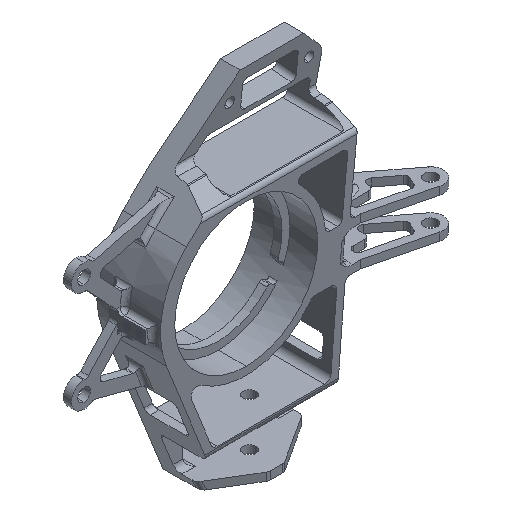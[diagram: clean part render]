
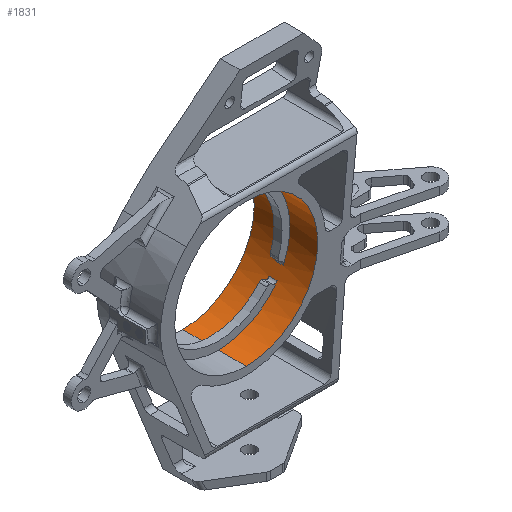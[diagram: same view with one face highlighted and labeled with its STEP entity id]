
A CAD part, isometric view. The second image highlights one B-rep face of the part: STEP entity #1831.
In plain terms, the highlighted cylindrical face has radius 45 mm (diameter 90 mm), a partial arc.
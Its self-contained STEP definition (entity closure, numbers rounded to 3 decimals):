
#312 = LINE ( 'NONE', #4900, #11490 ) ;
#536 = EDGE_LOOP ( 'NONE', ( #6208, #8789, #10300, #3621, #3534, #12331, #5117, #3732 ) ) ;
#807 = VERTEX_POINT ( 'NONE', #12605 ) ;
#810 = CARTESIAN_POINT ( 'NONE',  ( 1130., 578.5, 235. ) ) ;
#1242 = EDGE_CURVE ( 'NONE', #8695, #5441, #3786, .T. ) ;
#1831 = ADVANCED_FACE ( 'NONE', ( #7806, #11308 ), #14703, .F. ) ;
#1845 = LINE ( 'NONE', #3035, #6759 ) ;
#2205 = CIRCLE ( 'NONE', #4119, 45. ) ;
#2379 = CARTESIAN_POINT ( 'NONE',  ( 1130., 556., 280. ) ) ;
#2409 = ORIENTED_EDGE ( 'NONE', *, *, #10792, .F. ) ;
#2449 = AXIS2_PLACEMENT_3D ( 'NONE', #11161, #14780, #10037 ) ;
#2556 = EDGE_CURVE ( 'NONE', #13523, #8695, #312, .T. ) ;
#2625 = CARTESIAN_POINT ( 'NONE',  ( 1170.729, 596., 215.864 ) ) ;
#2888 = VERTEX_POINT ( 'NONE', #9462 ) ;
#2901 = CIRCLE ( 'NONE', #11301, 45. ) ;
#2974 = LINE ( 'NONE', #14484, #13483 ) ;
#3028 = CARTESIAN_POINT ( 'NONE',  ( 1170.729, 573.5, 215.864 ) ) ;
#3035 = CARTESIAN_POINT ( 'NONE',  ( 1130., 596., 190. ) ) ;
#3321 = AXIS2_PLACEMENT_3D ( 'NONE', #810, #12538, #9156 ) ;
#3534 = ORIENTED_EDGE ( 'NONE', *, *, #13362, .T. ) ;
#3621 = ORIENTED_EDGE ( 'NONE', *, *, #6382, .F. ) ;
#3732 = ORIENTED_EDGE ( 'NONE', *, *, #4454, .F. ) ;
#3786 = CIRCLE ( 'NONE', #3321, 45. ) ;
#3871 = CARTESIAN_POINT ( 'NONE',  ( 1133.792, 578.5, 279.84 ) ) ;
#4018 = DIRECTION ( 'NONE',  ( 0., -1., 0. ) ) ;
#4117 = CARTESIAN_POINT ( 'NONE',  ( 1130., 596., 190. ) ) ;
#4119 = AXIS2_PLACEMENT_3D ( 'NONE', #10647, #9532, #9378 ) ;
#4454 = EDGE_CURVE ( 'NONE', #4948, #7820, #11199, .T. ) ;
#4548 = DIRECTION ( 'NONE',  ( 0., 0., 1. ) ) ;
#4550 = EDGE_CURVE ( 'NONE', #13523, #14471, #2205, .T. ) ;
#4900 = CARTESIAN_POINT ( 'NONE',  ( 1133.792, 596., 279.84 ) ) ;
#4948 = VERTEX_POINT ( 'NONE', #9516 ) ;
#5024 = LINE ( 'NONE', #4117, #7274 ) ;
#5030 = DIRECTION ( 'NONE',  ( 0., -1., 0. ) ) ;
#5069 = EDGE_LOOP ( 'NONE', ( #2409, #9663, #7400, #14318 ) ) ;
#5101 = EDGE_CURVE ( 'NONE', #7820, #807, #13698, .T. ) ;
#5117 = ORIENTED_EDGE ( 'NONE', *, *, #5101, .F. ) ;
#5441 = VERTEX_POINT ( 'NONE', #12103 ) ;
#5764 = EDGE_CURVE ( 'NONE', #9861, #6999, #2901, .T. ) ;
#5809 = VECTOR ( 'NONE', #8116, 1000. ) ;
#6092 = CARTESIAN_POINT ( 'NONE',  ( 1130., 596., 235. ) ) ;
#6208 = ORIENTED_EDGE ( 'NONE', *, *, #8000, .T. ) ;
#6382 = EDGE_CURVE ( 'NONE', #13117, #9861, #2974, .T. ) ;
#6412 = CARTESIAN_POINT ( 'NONE',  ( 1166.936, 578.5, 209.296 ) ) ;
#6583 = CARTESIAN_POINT ( 'NONE',  ( 1130., 596., 235. ) ) ;
#6701 = CARTESIAN_POINT ( 'NONE',  ( 1130., 596., 280. ) ) ;
#6759 = VECTOR ( 'NONE', #4018, 1000. ) ;
#6999 = VERTEX_POINT ( 'NONE', #10917 ) ;
#7052 = DIRECTION ( 'NONE',  ( 0., 0., 1. ) ) ;
#7274 = VECTOR ( 'NONE', #14498, 1000. ) ;
#7400 = ORIENTED_EDGE ( 'NONE', *, *, #2556, .F. ) ;
#7461 = DIRECTION ( 'NONE',  ( 0., 1., 0. ) ) ;
#7591 = EDGE_CURVE ( 'NONE', #2888, #807, #5024, .T. ) ;
#7728 = DIRECTION ( 'NONE',  ( 0., 1., 0. ) ) ;
#7759 = CIRCLE ( 'NONE', #2449, 45. ) ;
#7806 = FACE_BOUND ( 'NONE', #5069, .T. ) ;
#7820 = VERTEX_POINT ( 'NONE', #2379 ) ;
#7993 = AXIS2_PLACEMENT_3D ( 'NONE', #12506, #13700, #10099 ) ;
#8000 = EDGE_CURVE ( 'NONE', #4948, #8515, #13519, .T. ) ;
#8106 = CARTESIAN_POINT ( 'NONE',  ( 1166.936, 573.5, 209.296 ) ) ;
#8116 = DIRECTION ( 'NONE',  ( 0., -1., 0. ) ) ;
#8515 = VERTEX_POINT ( 'NONE', #12828 ) ;
#8695 = VERTEX_POINT ( 'NONE', #3871 ) ;
#8789 = ORIENTED_EDGE ( 'NONE', *, *, #12726, .T. ) ;
#9156 = DIRECTION ( 'NONE',  ( 0., 0., 1. ) ) ;
#9306 = CARTESIAN_POINT ( 'NONE',  ( 1130., 578.5, 235. ) ) ;
#9378 = DIRECTION ( 'NONE',  ( 0., 0., 1. ) ) ;
#9462 = CARTESIAN_POINT ( 'NONE',  ( 1130., 573.5, 190. ) ) ;
#9476 = DIRECTION ( 'NONE',  ( 0., 1., 0. ) ) ;
#9516 = CARTESIAN_POINT ( 'NONE',  ( 1130., 596., 280. ) ) ;
#9532 = DIRECTION ( 'NONE',  ( 0., 1., 0. ) ) ;
#9663 = ORIENTED_EDGE ( 'NONE', *, *, #1242, .F. ) ;
#9861 = VERTEX_POINT ( 'NONE', #6412 ) ;
#9897 = LINE ( 'NONE', #2625, #12610 ) ;
#10037 = DIRECTION ( 'NONE',  ( 0., 0., 1. ) ) ;
#10099 = DIRECTION ( 'NONE',  ( 0., 0., 1. ) ) ;
#10300 = ORIENTED_EDGE ( 'NONE', *, *, #5764, .F. ) ;
#10469 = CARTESIAN_POINT ( 'NONE',  ( 1133.792, 573.5, 279.84 ) ) ;
#10628 = AXIS2_PLACEMENT_3D ( 'NONE', #6092, #9476, #13827 ) ;
#10647 = CARTESIAN_POINT ( 'NONE',  ( 1130., 573.5, 235. ) ) ;
#10792 = EDGE_CURVE ( 'NONE', #5441, #14471, #9897, .T. ) ;
#10917 = CARTESIAN_POINT ( 'NONE',  ( 1130., 578.5, 190. ) ) ;
#11161 = CARTESIAN_POINT ( 'NONE',  ( 1130., 573.5, 235. ) ) ;
#11199 = LINE ( 'NONE', #6701, #5809 ) ;
#11301 = AXIS2_PLACEMENT_3D ( 'NONE', #9306, #13883, #7052 ) ;
#11308 = FACE_OUTER_BOUND ( 'NONE', #536, .T. ) ;
#11490 = VECTOR ( 'NONE', #7461, 1000. ) ;
#12103 = CARTESIAN_POINT ( 'NONE',  ( 1170.729, 578.5, 215.864 ) ) ;
#12331 = ORIENTED_EDGE ( 'NONE', *, *, #7591, .T. ) ;
#12375 = DIRECTION ( 'NONE',  ( 0., -1., 0. ) ) ;
#12506 = CARTESIAN_POINT ( 'NONE',  ( 1130., 556., 235. ) ) ;
#12538 = DIRECTION ( 'NONE',  ( 0., 1., 0. ) ) ;
#12605 = CARTESIAN_POINT ( 'NONE',  ( 1130., 556., 190. ) ) ;
#12610 = VECTOR ( 'NONE', #5030, 1000. ) ;
#12726 = EDGE_CURVE ( 'NONE', #8515, #6999, #1845, .T. ) ;
#12828 = CARTESIAN_POINT ( 'NONE',  ( 1130., 596., 190. ) ) ;
#13117 = VERTEX_POINT ( 'NONE', #8106 ) ;
#13178 = AXIS2_PLACEMENT_3D ( 'NONE', #6583, #12375, #4548 ) ;
#13362 = EDGE_CURVE ( 'NONE', #13117, #2888, #7759, .T. ) ;
#13483 = VECTOR ( 'NONE', #7728, 1000. ) ;
#13519 = CIRCLE ( 'NONE', #10628, 45. ) ;
#13523 = VERTEX_POINT ( 'NONE', #10469 ) ;
#13698 = CIRCLE ( 'NONE', #7993, 45. ) ;
#13700 = DIRECTION ( 'NONE',  ( 0., 1., 0. ) ) ;
#13827 = DIRECTION ( 'NONE',  ( 0., 0., 1. ) ) ;
#13883 = DIRECTION ( 'NONE',  ( 0., 1., 0. ) ) ;
#14318 = ORIENTED_EDGE ( 'NONE', *, *, #4550, .T. ) ;
#14471 = VERTEX_POINT ( 'NONE', #3028 ) ;
#14484 = CARTESIAN_POINT ( 'NONE',  ( 1166.936, 596., 209.296 ) ) ;
#14498 = DIRECTION ( 'NONE',  ( 0., -1., 0. ) ) ;
#14703 = CYLINDRICAL_SURFACE ( 'NONE', #13178, 45. ) ;
#14780 = DIRECTION ( 'NONE',  ( 0., 1., 0. ) ) ;
